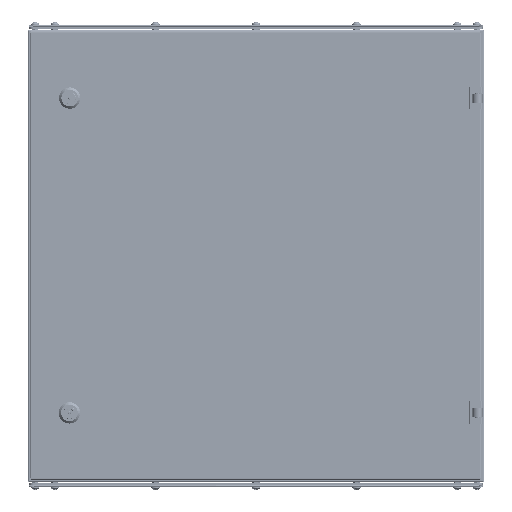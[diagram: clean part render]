
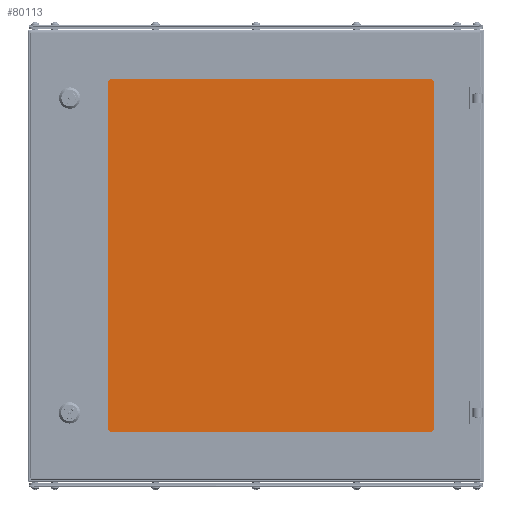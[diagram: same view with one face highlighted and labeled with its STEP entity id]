
A CAD part, top view. The second image highlights one B-rep face of the part: STEP entity #80113.
In plain terms, the highlighted planar face has unit normal (0, 0, 1).
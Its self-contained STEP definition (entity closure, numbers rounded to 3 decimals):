
#156 = EDGE_CURVE ( 'NONE', #71025, #70970, #29775, .T. ) ;
#3466 = CARTESIAN_POINT ( 'NONE',  ( -217.75, -245.5, 4. ) ) ;
#3773 = EDGE_LOOP ( 'NONE', ( #19918, #59588, #6732, #62007, #34206, #73203, #34735, #9986 ) ) ;
#3864 = EDGE_CURVE ( 'NONE', #38927, #17744, #36280, .T. ) ;
#4146 = FACE_OUTER_BOUND ( 'NONE', #3773, .T. ) ;
#6732 = ORIENTED_EDGE ( 'NONE', *, *, #22206, .T. ) ;
#9986 = ORIENTED_EDGE ( 'NONE', *, *, #156, .T. ) ;
#10318 = CARTESIAN_POINT ( 'NONE',  ( -227.75, -245.5, 4. ) ) ;
#10943 = LINE ( 'NONE', #31947, #39993 ) ;
#11470 = CARTESIAN_POINT ( 'NONE',  ( 0., 0., 4. ) ) ;
#12447 = CARTESIAN_POINT ( 'NONE',  ( -217.75, -235.5, 4. ) ) ;
#13507 = CARTESIAN_POINT ( 'NONE',  ( 227.75, 235.5, 4. ) ) ;
#14401 = CARTESIAN_POINT ( 'NONE',  ( -217.75, 235.5, 4. ) ) ;
#15553 = DIRECTION ( 'NONE',  ( -1., 0., 0. ) ) ;
#17681 = CARTESIAN_POINT ( 'NONE',  ( -217.75, 245.5, 4. ) ) ;
#17744 = VERTEX_POINT ( 'NONE', #17681 ) ;
#19273 = DIRECTION ( 'NONE',  ( 0., 0., 1. ) ) ;
#19308 = DIRECTION ( 'NONE',  ( -1., 0., 0. ) ) ;
#19557 = AXIS2_PLACEMENT_3D ( 'NONE', #12447, #19273, #82329 ) ;
#19918 = ORIENTED_EDGE ( 'NONE', *, *, #40888, .T. ) ;
#20289 = CARTESIAN_POINT ( 'NONE',  ( -227.75, 235.5, 4. ) ) ;
#22206 = EDGE_CURVE ( 'NONE', #65056, #74287, #48814, .T. ) ;
#23134 = EDGE_CURVE ( 'NONE', #17744, #26103, #66191, .T. ) ;
#23251 = DIRECTION ( 'NONE',  ( 0., -1., 0. ) ) ;
#24049 = EDGE_CURVE ( 'NONE', #26103, #71025, #10943, .T. ) ;
#25384 = CARTESIAN_POINT ( 'NONE',  ( -227.75, -235.5, 4. ) ) ;
#25457 = VECTOR ( 'NONE', #37737, 1000. ) ;
#26103 = VERTEX_POINT ( 'NONE', #20289 ) ;
#28044 = CARTESIAN_POINT ( 'NONE',  ( -227.75, 245.5, 4. ) ) ;
#28776 = CARTESIAN_POINT ( 'NONE',  ( 217.75, -235.5, 4. ) ) ;
#29775 = CIRCLE ( 'NONE', #19557, 10. ) ;
#30262 = VERTEX_POINT ( 'NONE', #44282 ) ;
#31947 = CARTESIAN_POINT ( 'NONE',  ( -227.75, -245.5, 4. ) ) ;
#34085 = AXIS2_PLACEMENT_3D ( 'NONE', #14401, #55951, #61440 ) ;
#34206 = ORIENTED_EDGE ( 'NONE', *, *, #3864, .T. ) ;
#34735 = ORIENTED_EDGE ( 'NONE', *, *, #24049, .T. ) ;
#35032 = DIRECTION ( 'NONE',  ( 0., 0., -1. ) ) ;
#36280 = LINE ( 'NONE', #28044, #43035 ) ;
#37737 = DIRECTION ( 'NONE',  ( 1., 0., 0. ) ) ;
#37913 = EDGE_CURVE ( 'NONE', #74287, #38927, #41321, .T. ) ;
#38927 = VERTEX_POINT ( 'NONE', #39806 ) ;
#39806 = CARTESIAN_POINT ( 'NONE',  ( 217.75, 245.5, 4. ) ) ;
#39993 = VECTOR ( 'NONE', #23251, 1000. ) ;
#40888 = EDGE_CURVE ( 'NONE', #70970, #30262, #60074, .T. ) ;
#41321 = CIRCLE ( 'NONE', #76279, 10. ) ;
#43035 = VECTOR ( 'NONE', #85149, 1000. ) ;
#44282 = CARTESIAN_POINT ( 'NONE',  ( 217.75, -245.5, 4. ) ) ;
#46757 = CARTESIAN_POINT ( 'NONE',  ( 217.75, 235.5, 4. ) ) ;
#48814 = LINE ( 'NONE', #69810, #69440 ) ;
#50302 = EDGE_CURVE ( 'NONE', #30262, #65056, #89086, .T. ) ;
#55951 = DIRECTION ( 'NONE',  ( 0., 0., 1. ) ) ;
#59588 = ORIENTED_EDGE ( 'NONE', *, *, #50302, .T. ) ;
#60074 = LINE ( 'NONE', #10318, #25457 ) ;
#60309 = PLANE ( 'NONE',  #79932 ) ;
#61324 = AXIS2_PLACEMENT_3D ( 'NONE', #28776, #78157, #15553 ) ;
#61440 = DIRECTION ( 'NONE',  ( -1., 0., 0. ) ) ;
#62007 = ORIENTED_EDGE ( 'NONE', *, *, #37913, .T. ) ;
#65056 = VERTEX_POINT ( 'NONE', #79251 ) ;
#66191 = CIRCLE ( 'NONE', #34085, 10. ) ;
#68627 = DIRECTION ( 'NONE',  ( 0., 0., 1. ) ) ;
#69440 = VECTOR ( 'NONE', #83070, 1000. ) ;
#69810 = CARTESIAN_POINT ( 'NONE',  ( 227.75, -245.5, 4. ) ) ;
#70970 = VERTEX_POINT ( 'NONE', #3466 ) ;
#71025 = VERTEX_POINT ( 'NONE', #25384 ) ;
#73203 = ORIENTED_EDGE ( 'NONE', *, *, #23134, .T. ) ;
#74287 = VERTEX_POINT ( 'NONE', #13507 ) ;
#76279 = AXIS2_PLACEMENT_3D ( 'NONE', #46757, #68627, #19308 ) ;
#78157 = DIRECTION ( 'NONE',  ( 0., 0., 1. ) ) ;
#79251 = CARTESIAN_POINT ( 'NONE',  ( 227.75, -235.5, 4. ) ) ;
#79932 = AXIS2_PLACEMENT_3D ( 'NONE', #11470, #35032, #87736 ) ;
#80113 = ADVANCED_FACE ( 'NONE', ( #4146 ), #60309, .F. ) ;
#82329 = DIRECTION ( 'NONE',  ( -1., 0., 0. ) ) ;
#83070 = DIRECTION ( 'NONE',  ( 0., 1., 0. ) ) ;
#85149 = DIRECTION ( 'NONE',  ( -1., 0., 0. ) ) ;
#87736 = DIRECTION ( 'NONE',  ( -1., 0., 0. ) ) ;
#89086 = CIRCLE ( 'NONE', #61324, 10. ) ;
